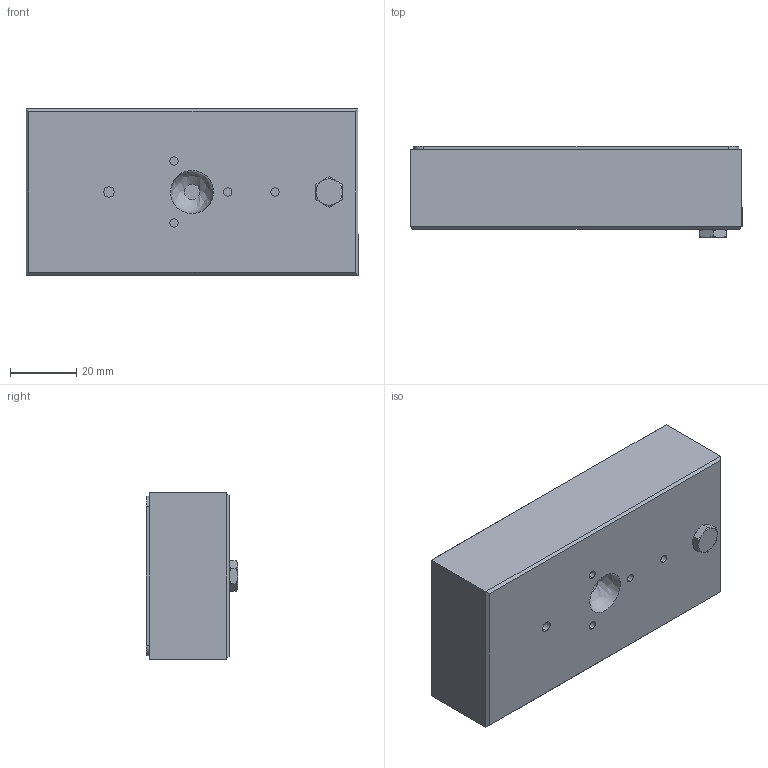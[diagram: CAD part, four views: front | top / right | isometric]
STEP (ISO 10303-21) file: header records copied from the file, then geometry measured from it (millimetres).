
FILE_DESCRIPTION (( 'STEP AP203' ), '1' );
FILE_NAME ('S125001-0.STEP', '2015-10-07T15:37:29', ( '' ), ( '' ), 'SwSTEP 2.0', 'SolidWorks 2015', '' );
FILE_SCHEMA (( 'CONFIG_CONTROL_DESIGN' ));
Length unit declared in the file: inch
Products named in the file (1): S125001-0
Bounding box: 100 x 27.44 x 50.01 mm (x, y, z)
Volume: 123749.7 mm3; surface area: 17884.7 mm2
Topology: 1 solids, 1 shells, 53 faces, 120 edges, 78 vertices
Faces by surface type: plane 28, cylinder 20, bspline 3, cone 2
Entity records: 1831 total; most frequent: CARTESIAN_POINT 581, DIRECTION 238, ORIENTED_EDGE 236, EDGE_CURVE 118, AXIS2_PLACEMENT_3D 89, VERTEX_POINT 78, EDGE_LOOP 64, LINE 60
